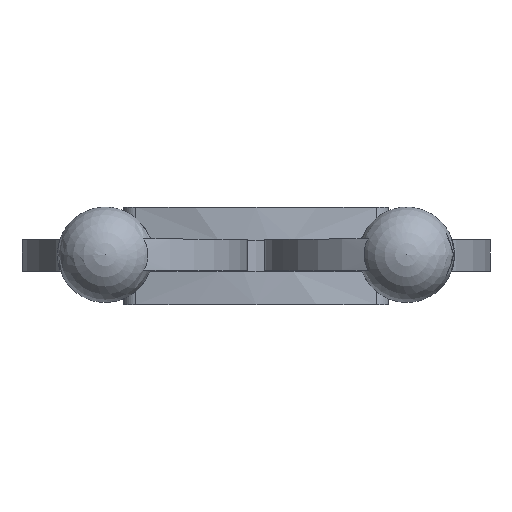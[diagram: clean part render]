
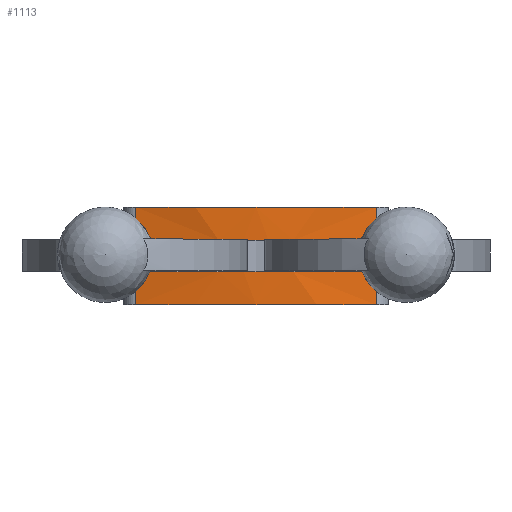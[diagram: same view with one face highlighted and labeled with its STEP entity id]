
A CAD part, top view. The second image highlights one B-rep face of the part: STEP entity #1113.
In plain terms, the highlighted cylindrical face has radius 27.564 mm (diameter 55.129 mm), a partial arc.
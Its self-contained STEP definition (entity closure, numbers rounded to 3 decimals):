
#32=CYLINDRICAL_SURFACE('',#1226,27.564);
#70=CIRCLE('',#1213,27.564);
#77=CIRCLE('',#1222,27.564);
#78=CIRCLE('',#1227,27.564);
#79=CIRCLE('',#1228,27.564);
#263=ORIENTED_EDGE('',*,*,#531,.T.);
#264=ORIENTED_EDGE('',*,*,#517,.F.);
#265=ORIENTED_EDGE('',*,*,#530,.F.);
#266=ORIENTED_EDGE('',*,*,#527,.T.);
#267=ORIENTED_EDGE('',*,*,#532,.F.);
#268=ORIENTED_EDGE('',*,*,#533,.F.);
#269=ORIENTED_EDGE('',*,*,#534,.T.);
#270=ORIENTED_EDGE('',*,*,#535,.T.);
#517=EDGE_CURVE('',#658,#659,#70,.F.);
#527=EDGE_CURVE('',#664,#663,#77,.F.);
#530=EDGE_CURVE('',#664,#658,#751,.T.);
#531=EDGE_CURVE('',#663,#659,#752,.T.);
#532=EDGE_CURVE('',#665,#666,#78,.T.);
#533=EDGE_CURVE('',#667,#665,#753,.T.);
#534=EDGE_CURVE('',#667,#668,#79,.T.);
#535=EDGE_CURVE('',#668,#666,#754,.T.);
#658=VERTEX_POINT('',#1867);
#659=VERTEX_POINT('',#1869);
#663=VERTEX_POINT('',#1888);
#664=VERTEX_POINT('',#1890);
#665=VERTEX_POINT('',#1903);
#666=VERTEX_POINT('',#1904);
#667=VERTEX_POINT('',#1906);
#668=VERTEX_POINT('',#1908);
#751=LINE('',#1898,#849);
#752=LINE('',#1900,#850);
#753=LINE('',#1905,#851);
#754=LINE('',#1909,#852);
#849=VECTOR('',#1453,1000.);
#850=VECTOR('',#1456,1000.);
#851=VECTOR('',#1461,1000.);
#852=VECTOR('',#1464,1000.);
#931=EDGE_LOOP('',(#263,#264,#265,#266));
#932=EDGE_LOOP('',(#267,#268,#269,#270));
#1001=FACE_BOUND('',#931,.T.);
#1002=FACE_BOUND('',#932,.T.);
#1113=ADVANCED_FACE('',(#1001,#1002),#32,.T.);
#1213=AXIS2_PLACEMENT_3D('',#1868,#1426,#1427);
#1222=AXIS2_PLACEMENT_3D('',#1889,#1446,#1447);
#1226=AXIS2_PLACEMENT_3D('',#1901,#1457,#1458);
#1227=AXIS2_PLACEMENT_3D('',#1902,#1459,#1460);
#1228=AXIS2_PLACEMENT_3D('',#1907,#1462,#1463);
#1426=DIRECTION('',(0.,1.,0.));
#1427=DIRECTION('',(0.,0.,1.));
#1446=DIRECTION('',(0.,1.,0.));
#1447=DIRECTION('',(0.,0.,1.));
#1453=DIRECTION('',(0.,1.,0.));
#1456=DIRECTION('',(0.,1.,0.));
#1457=DIRECTION('',(0.,1.,0.));
#1458=DIRECTION('',(0.,0.,1.));
#1459=DIRECTION('',(0.,1.,0.));
#1460=DIRECTION('',(1.,0.,0.));
#1461=DIRECTION('',(0.,1.,0.));
#1462=DIRECTION('',(0.,1.,0.));
#1463=DIRECTION('',(1.,0.,0.));
#1464=DIRECTION('',(0.,1.,0.));
#1867=CARTESIAN_POINT('',(2.25,0.95,-0.092));
#1868=CARTESIAN_POINT('',(0.,0.95,-27.564));
#1869=CARTESIAN_POINT('',(-2.25,0.95,-0.092));
#1888=CARTESIAN_POINT('',(-2.25,-0.95,-0.092));
#1889=CARTESIAN_POINT('',(0.,-0.95,-27.564));
#1890=CARTESIAN_POINT('',(2.25,-0.95,-0.092));
#1898=CARTESIAN_POINT('',(2.25,-0.95,-0.092));
#1900=CARTESIAN_POINT('',(-2.25,-0.95,-0.092));
#1901=CARTESIAN_POINT('',(0.,-2.95,-27.564));
#1902=CARTESIAN_POINT('',(0.,2.95,-27.564));
#1903=CARTESIAN_POINT('',(-7.264,2.95,-0.974));
#1904=CARTESIAN_POINT('',(7.264,2.95,-0.974));
#1905=CARTESIAN_POINT('',(-7.264,-2.95,-0.974));
#1906=CARTESIAN_POINT('',(-7.264,-2.95,-0.974));
#1907=CARTESIAN_POINT('',(0.,-2.95,-27.564));
#1908=CARTESIAN_POINT('',(7.264,-2.95,-0.974));
#1909=CARTESIAN_POINT('',(7.264,-2.95,-0.974));
